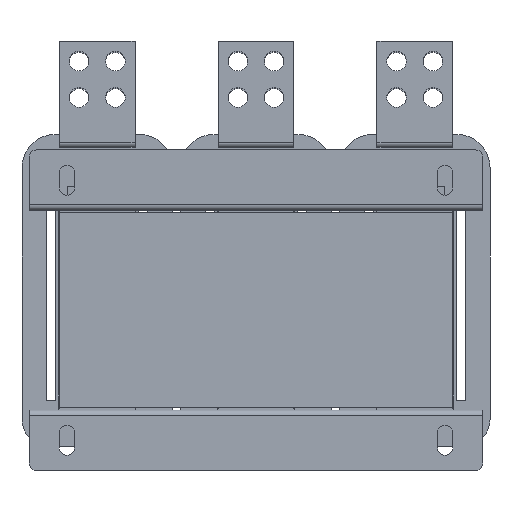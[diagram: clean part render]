
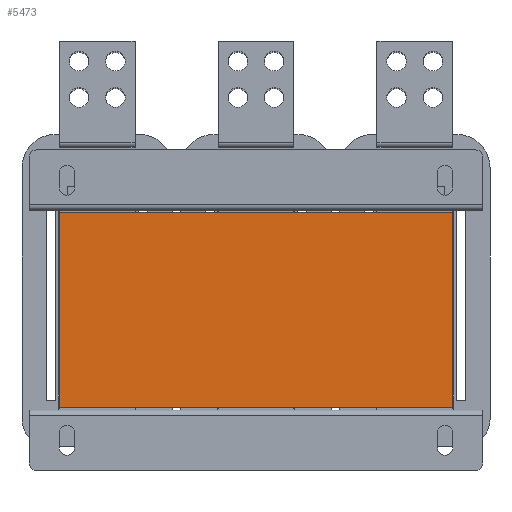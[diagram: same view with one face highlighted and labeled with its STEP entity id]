
A CAD part, front view. The second image highlights one B-rep face of the part: STEP entity #5473.
In plain terms, the highlighted planar face has unit normal (0, -1, 0).
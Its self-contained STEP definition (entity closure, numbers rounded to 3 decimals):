
#275 = CARTESIAN_POINT ( 'NONE',  ( -130., -25., 129. ) ) ;
#876 = FACE_OUTER_BOUND ( 'NONE', #5756, .T. ) ;
#896 = VERTEX_POINT ( 'NONE', #5863 ) ;
#927 = ORIENTED_EDGE ( 'NONE', *, *, #4210, .F. ) ;
#983 = LINE ( 'NONE', #1581, #6210 ) ;
#1373 = ORIENTED_EDGE ( 'NONE', *, *, #6227, .T. ) ;
#1581 = CARTESIAN_POINT ( 'NONE',  ( -130., -25., 0. ) ) ;
#1616 = ORIENTED_EDGE ( 'NONE', *, *, #4983, .F. ) ;
#2165 = VERTEX_POINT ( 'NONE', #4887 ) ;
#2282 = LINE ( 'NONE', #4168, #7779 ) ;
#2744 = CARTESIAN_POINT ( 'NONE',  ( -130., -25., 129. ) ) ;
#2761 = EDGE_CURVE ( 'NONE', #2986, #896, #6298, .T. ) ;
#2986 = VERTEX_POINT ( 'NONE', #2744 ) ;
#3829 = CARTESIAN_POINT ( 'NONE',  ( -130., -25., 129. ) ) ;
#4067 = AXIS2_PLACEMENT_3D ( 'NONE', #275, #6381, #5232 ) ;
#4101 = VECTOR ( 'NONE', #7094, 1000. ) ;
#4168 = CARTESIAN_POINT ( 'NONE',  ( -130., -25., 129. ) ) ;
#4210 = EDGE_CURVE ( 'NONE', #2986, #6973, #2282, .T. ) ;
#4594 = CARTESIAN_POINT ( 'NONE',  ( 130., -25., 129. ) ) ;
#4737 = CARTESIAN_POINT ( 'NONE',  ( 130., -25., 129. ) ) ;
#4887 = CARTESIAN_POINT ( 'NONE',  ( 130., -25., 0. ) ) ;
#4983 = EDGE_CURVE ( 'NONE', #6973, #2165, #5257, .T. ) ;
#5232 = DIRECTION ( 'NONE',  ( 0., 0., 1. ) ) ;
#5257 = LINE ( 'NONE', #4737, #4101 ) ;
#5473 = ADVANCED_FACE ( 'NONE', ( #876 ), #5737, .F. ) ;
#5737 = PLANE ( 'NONE',  #4067 ) ;
#5756 = EDGE_LOOP ( 'NONE', ( #1373, #1616, #927, #6064 ) ) ;
#5863 = CARTESIAN_POINT ( 'NONE',  ( -130., -25., 0. ) ) ;
#6064 = ORIENTED_EDGE ( 'NONE', *, *, #2761, .T. ) ;
#6210 = VECTOR ( 'NONE', #7523, 1000. ) ;
#6227 = EDGE_CURVE ( 'NONE', #896, #2165, #983, .T. ) ;
#6263 = DIRECTION ( 'NONE',  ( 0., 0., -1. ) ) ;
#6298 = LINE ( 'NONE', #3829, #7221 ) ;
#6381 = DIRECTION ( 'NONE',  ( 0., 1., 0. ) ) ;
#6973 = VERTEX_POINT ( 'NONE', #4594 ) ;
#7094 = DIRECTION ( 'NONE',  ( 0., 0., -1. ) ) ;
#7166 = DIRECTION ( 'NONE',  ( 1., 0., 0. ) ) ;
#7221 = VECTOR ( 'NONE', #6263, 1000. ) ;
#7523 = DIRECTION ( 'NONE',  ( 1., 0., 0. ) ) ;
#7779 = VECTOR ( 'NONE', #7166, 1000. ) ;
